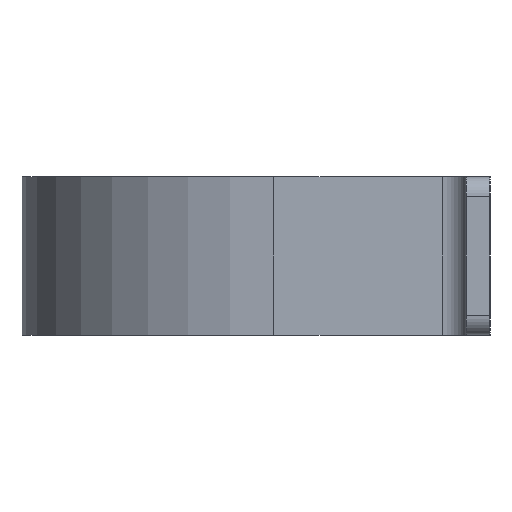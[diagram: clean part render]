
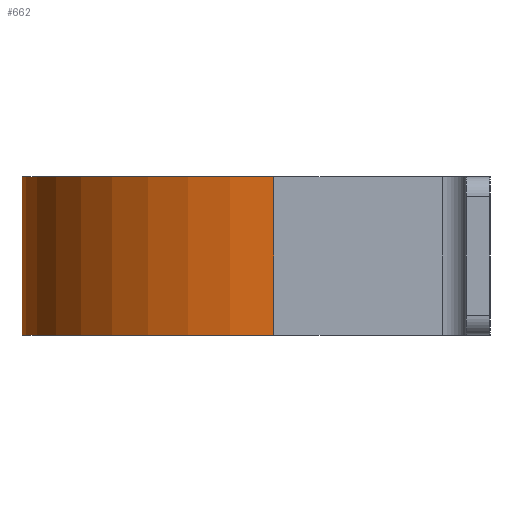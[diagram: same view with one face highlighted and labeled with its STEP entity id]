
A CAD part, left-side view. The second image highlights one B-rep face of the part: STEP entity #662.
In plain terms, the highlighted cylindrical face has radius 63.5 mm (diameter 127 mm), a partial arc.
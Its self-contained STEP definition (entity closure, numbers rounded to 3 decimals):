
#98 = DIRECTION ( 'NONE',  ( 1., 0., 0. ) ) ;
#116 = ORIENTED_EDGE ( 'NONE', *, *, #437, .F. ) ;
#135 = EDGE_CURVE ( 'NONE', #319, #1068, #419, .T. ) ;
#182 = VECTOR ( 'NONE', #949, 1000. ) ;
#201 = DIRECTION ( 'NONE',  ( 0., 0., -1. ) ) ;
#225 = DIRECTION ( 'NONE',  ( 0., 0., -1. ) ) ;
#227 = EDGE_CURVE ( 'NONE', #249, #319, #346, .T. ) ;
#249 = VERTEX_POINT ( 'NONE', #788 ) ;
#272 = CARTESIAN_POINT ( 'NONE',  ( 63.5, 57.5, -20. ) ) ;
#310 = AXIS2_PLACEMENT_3D ( 'NONE', #922, #225, #467 ) ;
#319 = VERTEX_POINT ( 'NONE', #601 ) ;
#327 = AXIS2_PLACEMENT_3D ( 'NONE', #533, #201, #98 ) ;
#346 = CIRCLE ( 'NONE', #327, 63.5 ) ;
#380 = AXIS2_PLACEMENT_3D ( 'NONE', #791, #1054, #434 ) ;
#391 = DIRECTION ( 'NONE',  ( 0., 0., -1. ) ) ;
#419 = LINE ( 'NONE', #1106, #182 ) ;
#434 = DIRECTION ( 'NONE',  ( -1., 0., 0. ) ) ;
#437 = EDGE_CURVE ( 'NONE', #648, #1068, #539, .T. ) ;
#467 = DIRECTION ( 'NONE',  ( 1., 0., 0. ) ) ;
#533 = CARTESIAN_POINT ( 'NONE',  ( 0., 57.5, 20. ) ) ;
#539 = CIRCLE ( 'NONE', #310, 63.5 ) ;
#574 = ORIENTED_EDGE ( 'NONE', *, *, #135, .T. ) ;
#601 = CARTESIAN_POINT ( 'NONE',  ( 63.5, 57.5, 20. ) ) ;
#648 = VERTEX_POINT ( 'NONE', #713 ) ;
#662 = ADVANCED_FACE ( 'NONE', ( #801 ), #879, .T. ) ;
#713 = CARTESIAN_POINT ( 'NONE',  ( -63.5, 57.5, -20. ) ) ;
#788 = CARTESIAN_POINT ( 'NONE',  ( -63.5, 57.5, 20. ) ) ;
#791 = CARTESIAN_POINT ( 'NONE',  ( 0., 57.5, 20. ) ) ;
#801 = FACE_OUTER_BOUND ( 'NONE', #909, .T. ) ;
#804 = EDGE_CURVE ( 'NONE', #249, #648, #898, .T. ) ;
#854 = ORIENTED_EDGE ( 'NONE', *, *, #227, .T. ) ;
#879 = CYLINDRICAL_SURFACE ( 'NONE', #380, 63.5 ) ;
#898 = LINE ( 'NONE', #1092, #938 ) ;
#909 = EDGE_LOOP ( 'NONE', ( #116, #1003, #854, #574 ) ) ;
#922 = CARTESIAN_POINT ( 'NONE',  ( 0., 57.5, -20. ) ) ;
#938 = VECTOR ( 'NONE', #391, 1000. ) ;
#949 = DIRECTION ( 'NONE',  ( 0., 0., -1. ) ) ;
#1003 = ORIENTED_EDGE ( 'NONE', *, *, #804, .F. ) ;
#1054 = DIRECTION ( 'NONE',  ( 0., 0., -1. ) ) ;
#1068 = VERTEX_POINT ( 'NONE', #272 ) ;
#1092 = CARTESIAN_POINT ( 'NONE',  ( -63.5, 57.5, 20. ) ) ;
#1106 = CARTESIAN_POINT ( 'NONE',  ( 63.5, 57.5, 20. ) ) ;
